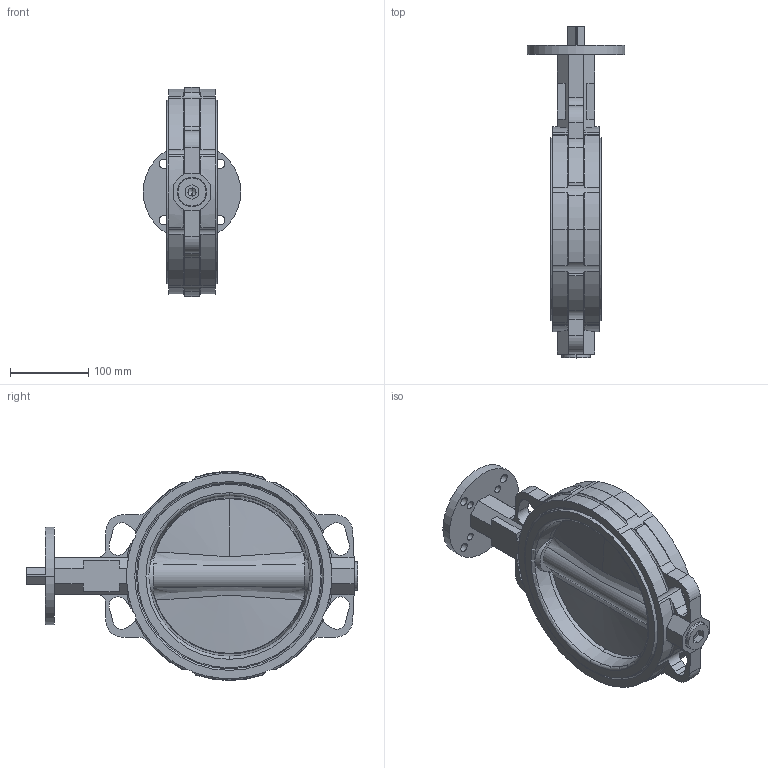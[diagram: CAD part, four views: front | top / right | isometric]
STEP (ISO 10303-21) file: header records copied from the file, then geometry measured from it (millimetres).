
FILE_DESCRIPTION (( 'STEP AP203' ), '1' );
FILE_NAME ('DN200評概蚾饜极.STEP', '2024-08-15T07:55:05', ( '' ), ( '' ), 'SwSTEP 2.0', 'SolidWorks 2018', '' );
FILE_SCHEMA (( 'CONFIG_CONTROL_DESIGN' ));
Length unit declared in the file: millimetre
Products named in the file (3): DN200評概蚾饜极; DN200; 概极
Assembly tree (2 placements, depth 2):
  DN200評概蚾饜极
    DN200
    概极
Bounding box: 125 x 425.5 x 268 mm (x, y, z)
Volume: 2329129.1 mm3; surface area: 436917 mm2
Topology: 12 solids, 12 shells, 841 faces, 2315 edges, 1525 vertices
Faces by surface type: cylinder 384, plane 339, cone 44, torus 37, bspline 37
Entity records: 35369 total; most frequent: CARTESIAN_POINT 13616, ORIENTED_EDGE 4626, DIRECTION 4387, EDGE_CURVE 2313, AXIS2_PLACEMENT_3D 1637, VERTEX_POINT 1525, LINE 1113, VECTOR 1113
